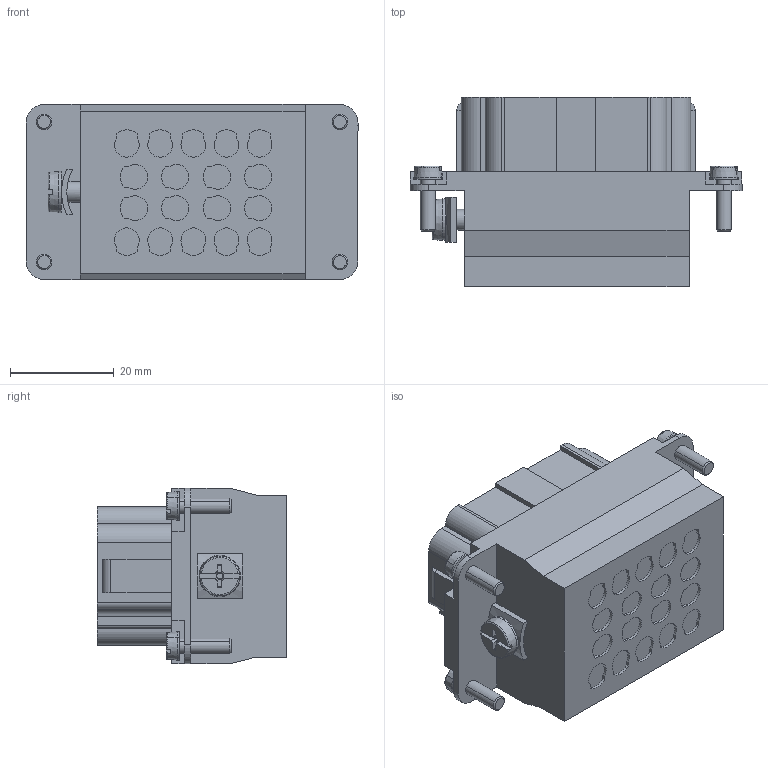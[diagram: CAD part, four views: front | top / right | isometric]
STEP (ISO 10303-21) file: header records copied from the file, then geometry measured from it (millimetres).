
FILE_DESCRIPTION(/* description */ (''),/* implementation_level */ '2;1');
FILE_NAME(/* name */ 'C146_10B018_500_10.stp',/* time_stamp */ '2016-04-07T13:12:09+02:00',/* author */ (''),/* organization */ (''),/* preprocessor_version */ 'ST-DEVELOPER v15',/* originating_system */ 'SIEMENS PLM Software NX 9.0',/* authorisation */ '');
FILE_SCHEMA (('CONFIG_CONTROL_DESIGN'));
Length unit declared in the file: millimetre
Products named in the file (1): c146 10b018 500 10nxm001-05
Bounding box: 64 x 36.5 x 33.8 mm (x, y, z)
Volume: 47394.5 mm3; surface area: 12307.1 mm2
Topology: 1 solids, 1 shells, 450 faces, 1124 edges, 730 vertices
Faces by surface type: plane 236, cylinder 132, cone 64, torus 16, bspline 2
Full cylindrical faces by diameter (mm): 2.8 x18, 3.3 x1, 4 x2, 5 x18, 8 x1
Entity records: 13725 total; most frequent: CARTESIAN_POINT 3322, ORIENTED_EDGE 2122, DIRECTION 2077, EDGE_CURVE 1061, AXIS2_PLACEMENT_3D 768, VERTEX_POINT 728, EDGE_LOOP 565, LINE 541
